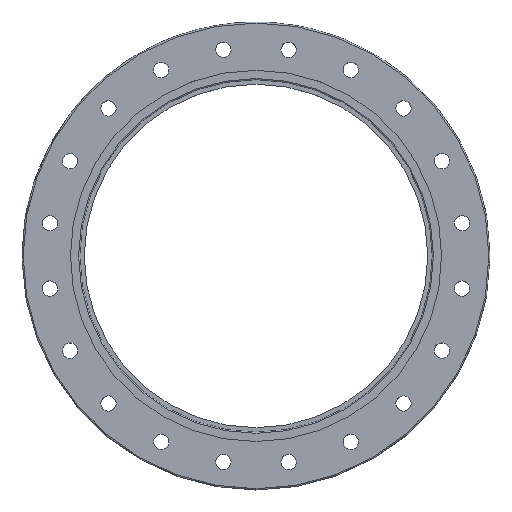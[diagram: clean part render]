
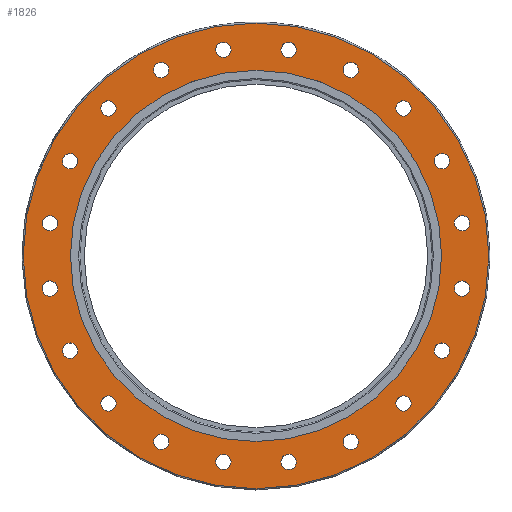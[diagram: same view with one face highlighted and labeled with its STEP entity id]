
A CAD part, top view. The second image highlights one B-rep face of the part: STEP entity #1826.
In plain terms, the highlighted planar face has unit normal (0, 0, 1).
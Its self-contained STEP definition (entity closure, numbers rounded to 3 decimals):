
#183=CARTESIAN_POINT('',(44.247,79.609,22.0));
#184=VERTEX_POINT('',#183);
#185=CARTESIAN_POINT('',(41.086,80.636,22.));
#186=DIRECTION('',(0.0,0.0,-1.0));
#187=DIRECTION('',(0.951,-0.309,0.0));
#188=AXIS2_PLACEMENT_3D('',#185,#186,#187);
#189=CIRCLE('',#188,3.324);
#190=EDGE_CURVE('',#184,#184,#189,.T.);
#232=CARTESIAN_POINT('',(66.682,62.04,22.0));
#233=VERTEX_POINT('',#232);
#234=CARTESIAN_POINT('',(63.993,63.993,22.));
#235=DIRECTION('',(0.0,0.0,-1.));
#236=DIRECTION('',(0.809,-0.588,0.0));
#237=AXIS2_PLACEMENT_3D('',#234,#235,#236);
#238=CIRCLE('',#237,3.324);
#239=EDGE_CURVE('',#233,#233,#238,.T.);
#281=CARTESIAN_POINT('',(82.59,38.397,22.0));
#282=VERTEX_POINT('',#281);
#283=CARTESIAN_POINT('',(80.636,41.086,22.));
#284=DIRECTION('',(0.0,0.0,-1.0));
#285=DIRECTION('',(0.588,-0.809,0.0));
#286=AXIS2_PLACEMENT_3D('',#283,#284,#285);
#287=CIRCLE('',#286,3.324);
#288=EDGE_CURVE('',#282,#282,#287,.T.);
#330=CARTESIAN_POINT('',(90.413,10.996,22.0));
#331=VERTEX_POINT('',#330);
#332=CARTESIAN_POINT('',(89.386,14.157,22.));
#333=DIRECTION('',(0.0,0.0,-1.));
#334=DIRECTION('',(0.309,-0.951,0.0));
#335=AXIS2_PLACEMENT_3D('',#332,#333,#334);
#336=CIRCLE('',#335,3.324);
#337=EDGE_CURVE('',#331,#331,#336,.T.);
#379=CARTESIAN_POINT('',(89.386,-17.481,22.0));
#380=VERTEX_POINT('',#379);
#381=CARTESIAN_POINT('',(89.386,-14.157,22.));
#382=DIRECTION('',(0.0,0.0,-1.0));
#383=DIRECTION('',(0.0,-1.0,0.0));
#384=AXIS2_PLACEMENT_3D('',#381,#382,#383);
#385=CIRCLE('',#384,3.324);
#386=EDGE_CURVE('',#380,#380,#385,.T.);
#428=CARTESIAN_POINT('',(79.609,-44.247,22.0));
#429=VERTEX_POINT('',#428);
#430=CARTESIAN_POINT('',(80.636,-41.086,22.));
#431=DIRECTION('',(0.0,0.0,-1.0));
#432=DIRECTION('',(-0.309,-0.951,0.0));
#433=AXIS2_PLACEMENT_3D('',#430,#431,#432);
#434=CIRCLE('',#433,3.324);
#435=EDGE_CURVE('',#429,#429,#434,.T.);
#477=CARTESIAN_POINT('',(62.04,-66.682,22.0));
#478=VERTEX_POINT('',#477);
#479=CARTESIAN_POINT('',(63.993,-63.993,22.));
#480=DIRECTION('',(0.0,0.0,-1.0));
#481=DIRECTION('',(-0.588,-0.809,0.0));
#482=AXIS2_PLACEMENT_3D('',#479,#480,#481);
#483=CIRCLE('',#482,3.324);
#484=EDGE_CURVE('',#478,#478,#483,.T.);
#526=CARTESIAN_POINT('',(38.397,-82.59,22.0));
#527=VERTEX_POINT('',#526);
#528=CARTESIAN_POINT('',(41.086,-80.636,22.));
#529=DIRECTION('',(0.0,0.0,-1.));
#530=DIRECTION('',(-0.809,-0.588,0.0));
#531=AXIS2_PLACEMENT_3D('',#528,#529,#530);
#532=CIRCLE('',#531,3.324);
#533=EDGE_CURVE('',#527,#527,#532,.T.);
#575=CARTESIAN_POINT('',(10.996,-90.413,22.0));
#576=VERTEX_POINT('',#575);
#577=CARTESIAN_POINT('',(14.157,-89.386,22.));
#578=DIRECTION('',(0.0,0.0,-1.));
#579=DIRECTION('',(-0.951,-0.309,0.0));
#580=AXIS2_PLACEMENT_3D('',#577,#578,#579);
#581=CIRCLE('',#580,3.324);
#582=EDGE_CURVE('',#576,#576,#581,.T.);
#624=CARTESIAN_POINT('',(-17.481,-89.386,22.0));
#625=VERTEX_POINT('',#624);
#626=CARTESIAN_POINT('',(-14.157,-89.386,22.));
#627=DIRECTION('',(0.0,0.0,-1.0));
#628=DIRECTION('',(-1.0,0.0,0.0));
#629=AXIS2_PLACEMENT_3D('',#626,#627,#628);
#630=CIRCLE('',#629,3.324);
#631=EDGE_CURVE('',#625,#625,#630,.T.);
#673=CARTESIAN_POINT('',(-44.247,-79.609,22.0));
#674=VERTEX_POINT('',#673);
#675=CARTESIAN_POINT('',(-41.086,-80.636,22.));
#676=DIRECTION('',(0.0,0.0,-1.0));
#677=DIRECTION('',(-0.951,0.309,0.0));
#678=AXIS2_PLACEMENT_3D('',#675,#676,#677);
#679=CIRCLE('',#678,3.324);
#680=EDGE_CURVE('',#674,#674,#679,.T.);
#722=CARTESIAN_POINT('',(-66.682,-62.04,22.0));
#723=VERTEX_POINT('',#722);
#724=CARTESIAN_POINT('',(-63.993,-63.993,22.));
#725=DIRECTION('',(0.0,0.0,-1.0));
#726=DIRECTION('',(-0.809,0.588,0.0));
#727=AXIS2_PLACEMENT_3D('',#724,#725,#726);
#728=CIRCLE('',#727,3.324);
#729=EDGE_CURVE('',#723,#723,#728,.T.);
#771=CARTESIAN_POINT('',(-82.59,-38.397,22.0));
#772=VERTEX_POINT('',#771);
#773=CARTESIAN_POINT('',(-80.636,-41.086,22.));
#774=DIRECTION('',(0.0,0.0,-1.));
#775=DIRECTION('',(-0.588,0.809,0.0));
#776=AXIS2_PLACEMENT_3D('',#773,#774,#775);
#777=CIRCLE('',#776,3.324);
#778=EDGE_CURVE('',#772,#772,#777,.T.);
#820=CARTESIAN_POINT('',(-90.413,-10.996,22.0));
#821=VERTEX_POINT('',#820);
#822=CARTESIAN_POINT('',(-89.386,-14.157,22.));
#823=DIRECTION('',(0.0,0.0,-1.));
#824=DIRECTION('',(-0.309,0.951,0.0));
#825=AXIS2_PLACEMENT_3D('',#822,#823,#824);
#826=CIRCLE('',#825,3.324);
#827=EDGE_CURVE('',#821,#821,#826,.T.);
#869=CARTESIAN_POINT('',(-89.386,17.481,22.0));
#870=VERTEX_POINT('',#869);
#871=CARTESIAN_POINT('',(-89.386,14.157,22.));
#872=DIRECTION('',(0.0,0.0,-1.0));
#873=DIRECTION('',(0.0,1.0,0.0));
#874=AXIS2_PLACEMENT_3D('',#871,#872,#873);
#875=CIRCLE('',#874,3.324);
#876=EDGE_CURVE('',#870,#870,#875,.T.);
#918=CARTESIAN_POINT('',(-79.609,44.247,22.0));
#919=VERTEX_POINT('',#918);
#920=CARTESIAN_POINT('',(-80.636,41.086,22.));
#921=DIRECTION('',(0.0,0.0,-1.));
#922=DIRECTION('',(0.309,0.951,0.0));
#923=AXIS2_PLACEMENT_3D('',#920,#921,#922);
#924=CIRCLE('',#923,3.324);
#925=EDGE_CURVE('',#919,#919,#924,.T.);
#967=CARTESIAN_POINT('',(-62.04,66.682,22.0));
#968=VERTEX_POINT('',#967);
#969=CARTESIAN_POINT('',(-63.993,63.993,22.));
#970=DIRECTION('',(0.0,0.0,-1.0));
#971=DIRECTION('',(0.588,0.809,0.0));
#972=AXIS2_PLACEMENT_3D('',#969,#970,#971);
#973=CIRCLE('',#972,3.324);
#974=EDGE_CURVE('',#968,#968,#973,.T.);
#1016=CARTESIAN_POINT('',(-38.397,82.59,22.0));
#1017=VERTEX_POINT('',#1016);
#1018=CARTESIAN_POINT('',(-41.086,80.636,22.));
#1019=DIRECTION('',(0.0,0.0,-1.0));
#1020=DIRECTION('',(0.809,0.588,0.0));
#1021=AXIS2_PLACEMENT_3D('',#1018,#1019,#1020);
#1022=CIRCLE('',#1021,3.324);
#1023=EDGE_CURVE('',#1017,#1017,#1022,.T.);
#1065=CARTESIAN_POINT('',(-10.996,90.413,22.0));
#1066=VERTEX_POINT('',#1065);
#1067=CARTESIAN_POINT('',(-14.157,89.386,22.));
#1068=DIRECTION('',(0.0,0.0,-1.));
#1069=DIRECTION('',(0.951,0.309,0.0));
#1070=AXIS2_PLACEMENT_3D('',#1067,#1068,#1069);
#1071=CIRCLE('',#1070,3.324);
#1072=EDGE_CURVE('',#1066,#1066,#1071,.T.);
#1114=CARTESIAN_POINT('',(17.481,89.386,22.0));
#1115=VERTEX_POINT('',#1114);
#1116=CARTESIAN_POINT('',(14.157,89.386,22.));
#1117=DIRECTION('',(0.0,0.0,-1.0));
#1118=DIRECTION('',(1.0,0.0,0.0));
#1119=AXIS2_PLACEMENT_3D('',#1116,#1117,#1118);
#1120=CIRCLE('',#1119,3.324);
#1121=EDGE_CURVE('',#1115,#1115,#1120,.T.);
#1720=CARTESIAN_POINT('',(80.5,0.,22.));
#1721=VERTEX_POINT('',#1720);
#1722=CARTESIAN_POINT('',(0.0,0.0,22.));
#1723=DIRECTION('',(0.0,0.0,-1.0));
#1724=DIRECTION('',(-1.0,0.0,0.0));
#1725=AXIS2_PLACEMENT_3D('',#1722,#1723,#1724);
#1726=CIRCLE('',#1725,80.5);
#1727=EDGE_CURVE('',#1721,#1721,#1726,.T.);
#1740=CARTESIAN_POINT('',(101.0,0.,22.0));
#1741=VERTEX_POINT('',#1740);
#1742=CARTESIAN_POINT('',(0.0,0.0,22.0));
#1743=DIRECTION('',(0.0,0.0,-1.0));
#1744=DIRECTION('',(-1.0,0.0,0.0));
#1745=AXIS2_PLACEMENT_3D('',#1742,#1743,#1744);
#1746=CIRCLE('',#1745,101.0);
#1747=EDGE_CURVE('',#1741,#1741,#1746,.T.);
#1755=CARTESIAN_POINT('',(0.0,0.0,22.0));
#1756=DIRECTION('',(0.0,0.0,-1.0));
#1757=DIRECTION('',(-1.0,0.0,0.0));
#1758=AXIS2_PLACEMENT_3D('',#1755,#1756,#1757);
#1759=PLANE('',#1758);
#1760=ORIENTED_EDGE('',*,*,#1747,.F.);
#1761=EDGE_LOOP('',(#1760));
#1762=FACE_OUTER_BOUND('',#1761,.T.);
#1763=ORIENTED_EDGE('',*,*,#190,.T.);
#1764=EDGE_LOOP('',(#1763));
#1765=FACE_BOUND('',#1764,.T.);
#1766=ORIENTED_EDGE('',*,*,#239,.T.);
#1767=EDGE_LOOP('',(#1766));
#1768=FACE_BOUND('',#1767,.T.);
#1769=ORIENTED_EDGE('',*,*,#288,.T.);
#1770=EDGE_LOOP('',(#1769));
#1771=FACE_BOUND('',#1770,.T.);
#1772=ORIENTED_EDGE('',*,*,#337,.T.);
#1773=EDGE_LOOP('',(#1772));
#1774=FACE_BOUND('',#1773,.T.);
#1775=ORIENTED_EDGE('',*,*,#386,.T.);
#1776=EDGE_LOOP('',(#1775));
#1777=FACE_BOUND('',#1776,.T.);
#1778=ORIENTED_EDGE('',*,*,#435,.T.);
#1779=EDGE_LOOP('',(#1778));
#1780=FACE_BOUND('',#1779,.T.);
#1781=ORIENTED_EDGE('',*,*,#484,.T.);
#1782=EDGE_LOOP('',(#1781));
#1783=FACE_BOUND('',#1782,.T.);
#1784=ORIENTED_EDGE('',*,*,#533,.T.);
#1785=EDGE_LOOP('',(#1784));
#1786=FACE_BOUND('',#1785,.T.);
#1787=ORIENTED_EDGE('',*,*,#582,.T.);
#1788=EDGE_LOOP('',(#1787));
#1789=FACE_BOUND('',#1788,.T.);
#1790=ORIENTED_EDGE('',*,*,#631,.T.);
#1791=EDGE_LOOP('',(#1790));
#1792=FACE_BOUND('',#1791,.T.);
#1793=ORIENTED_EDGE('',*,*,#680,.T.);
#1794=EDGE_LOOP('',(#1793));
#1795=FACE_BOUND('',#1794,.T.);
#1796=ORIENTED_EDGE('',*,*,#729,.T.);
#1797=EDGE_LOOP('',(#1796));
#1798=FACE_BOUND('',#1797,.T.);
#1799=ORIENTED_EDGE('',*,*,#778,.T.);
#1800=EDGE_LOOP('',(#1799));
#1801=FACE_BOUND('',#1800,.T.);
#1802=ORIENTED_EDGE('',*,*,#827,.T.);
#1803=EDGE_LOOP('',(#1802));
#1804=FACE_BOUND('',#1803,.T.);
#1805=ORIENTED_EDGE('',*,*,#876,.T.);
#1806=EDGE_LOOP('',(#1805));
#1807=FACE_BOUND('',#1806,.T.);
#1808=ORIENTED_EDGE('',*,*,#925,.T.);
#1809=EDGE_LOOP('',(#1808));
#1810=FACE_BOUND('',#1809,.T.);
#1811=ORIENTED_EDGE('',*,*,#974,.T.);
#1812=EDGE_LOOP('',(#1811));
#1813=FACE_BOUND('',#1812,.T.);
#1814=ORIENTED_EDGE('',*,*,#1023,.T.);
#1815=EDGE_LOOP('',(#1814));
#1816=FACE_BOUND('',#1815,.T.);
#1817=ORIENTED_EDGE('',*,*,#1072,.T.);
#1818=EDGE_LOOP('',(#1817));
#1819=FACE_BOUND('',#1818,.T.);
#1820=ORIENTED_EDGE('',*,*,#1121,.T.);
#1821=EDGE_LOOP('',(#1820));
#1822=FACE_BOUND('',#1821,.T.);
#1823=ORIENTED_EDGE('',*,*,#1727,.T.);
#1824=EDGE_LOOP('',(#1823));
#1825=FACE_BOUND('',#1824,.T.);
#1826=ADVANCED_FACE('',(#1762,#1765,#1768,#1771,#1774,#1777,#1780,#1783,#1786,#1789,#1792,#1795,#1798,#1801,#1804,#1807,#1810,#1813,#1816,#1819,#1822,#1825),#1759,.F.);
